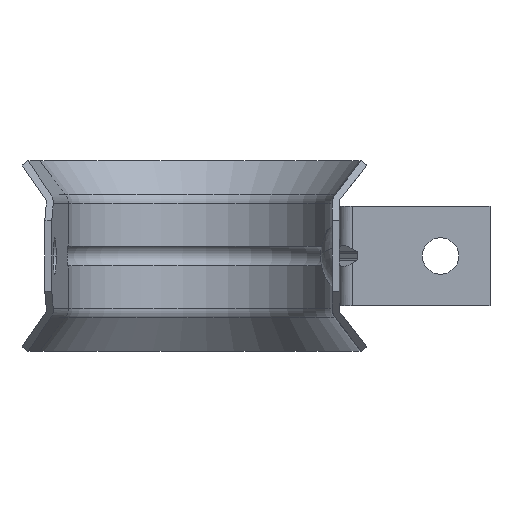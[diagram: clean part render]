
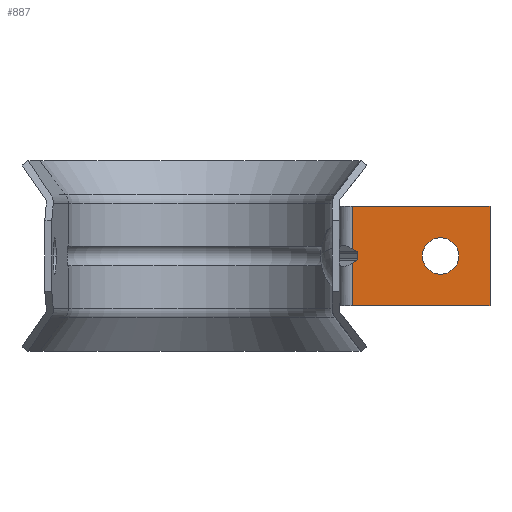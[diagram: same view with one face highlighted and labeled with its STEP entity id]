
A CAD part, front view. The second image highlights one B-rep face of the part: STEP entity #887.
In plain terms, the highlighted planar face has unit normal (0, -1, 0).
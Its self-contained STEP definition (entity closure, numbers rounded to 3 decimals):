
#6 = EDGE_CURVE ( 'NONE', #3172, #2010, #4025, .T. ) ;
#25 = VECTOR ( 'NONE', #3727, 1000. ) ;
#93 = AXIS2_PLACEMENT_3D ( 'NONE', #2517, #1856, #160 ) ;
#113 = EDGE_CURVE ( 'NONE', #3368, #2135, #841, .T. ) ;
#118 = CARTESIAN_POINT ( 'NONE',  ( 2.5, -29., 9.55 ) ) ;
#160 = DIRECTION ( 'NONE',  ( -1., 0., 0. ) ) ;
#235 = VERTEX_POINT ( 'NONE', #1910 ) ;
#281 = CARTESIAN_POINT ( 'NONE',  ( 3.586, -29., -0.516 ) ) ;
#478 = CARTESIAN_POINT ( 'NONE',  ( 2.5, -29., 9.55 ) ) ;
#511 = VERTEX_POINT ( 'NONE', #766 ) ;
#617 = CARTESIAN_POINT ( 'NONE',  ( 2.5, -29., 9.55 ) ) ;
#623 = ORIENTED_EDGE ( 'NONE', *, *, #2827, .T. ) ;
#640 = DIRECTION ( 'NONE',  ( 0., 1., 0. ) ) ;
#644 = EDGE_CURVE ( 'NONE', #511, #3542, #1089, .T. ) ;
#651 = VERTEX_POINT ( 'NONE', #4241 ) ;
#766 = CARTESIAN_POINT ( 'NONE',  ( 16., -29., 0. ) ) ;
#778 =( BOUNDED_CURVE ( )  B_SPLINE_CURVE ( 3, ( #1670, #4368, #1338, #2684 ),
 .UNSPECIFIED., .F., .T. ) 
 B_SPLINE_CURVE_WITH_KNOTS ( ( 4, 4 ),
 ( 0., 0.876 ),
 .UNSPECIFIED. ) 
 CURVE ( )  GEOMETRIC_REPRESENTATION_ITEM ( )  RATIONAL_B_SPLINE_CURVE ( ( 1., 0.937, 0.937, 1. ) ) 
 REPRESENTATION_ITEM ( '' )  );
#781 = ORIENTED_EDGE ( 'NONE', *, *, #3800, .T. ) ;
#799 = EDGE_CURVE ( 'NONE', #859, #4259, #1023, .T. ) ;
#841 = LINE ( 'NONE', #2884, #2369 ) ;
#859 = VERTEX_POINT ( 'NONE', #912 ) ;
#887 = ADVANCED_FACE ( 'NONE', ( #3938, #1290 ), #1868, .F. ) ;
#912 = CARTESIAN_POINT ( 'NONE',  ( 3.331, -29., -0.9 ) ) ;
#980 = LINE ( 'NONE', #2957, #1586 ) ;
#1023 = LINE ( 'NONE', #2372, #25 ) ;
#1067 = AXIS2_PLACEMENT_3D ( 'NONE', #4012, #640, #1737 ) ;
#1089 = CIRCLE ( 'NONE', #93, 3.5 ) ;
#1131 = CARTESIAN_POINT ( 'NONE',  ( 3.586, -29., 9.55 ) ) ;
#1202 = DIRECTION ( 'NONE',  ( 0.862, 0., -0.508 ) ) ;
#1222 = CARTESIAN_POINT ( 'NONE',  ( 29., -29., -9.55 ) ) ;
#1271 = LINE ( 'NONE', #4348, #2070 ) ;
#1290 = FACE_OUTER_BOUND ( 'NONE', #2075, .T. ) ;
#1338 = CARTESIAN_POINT ( 'NONE',  ( 3.495, -29., -0.803 ) ) ;
#1356 = VECTOR ( 'NONE', #2050, 1000. ) ;
#1456 = ORIENTED_EDGE ( 'NONE', *, *, #799, .T. ) ;
#1494 = EDGE_LOOP ( 'NONE', ( #4058, #781 ) ) ;
#1535 = LINE ( 'NONE', #1131, #2279 ) ;
#1586 = VECTOR ( 'NONE', #4275, 1000. ) ;
#1670 = CARTESIAN_POINT ( 'NONE',  ( 3.586, -29., -0.516 ) ) ;
#1677 = CARTESIAN_POINT ( 'NONE',  ( 29., -29., 9.55 ) ) ;
#1712 = CARTESIAN_POINT ( 'NONE',  ( 2.5, -29., -1.39 ) ) ;
#1733 = AXIS2_PLACEMENT_3D ( 'NONE', #2541, #2567, #3892 ) ;
#1736 = EDGE_CURVE ( 'NONE', #651, #2135, #1271, .T. ) ;
#1737 = DIRECTION ( 'NONE',  ( -1., 0., 0. ) ) ;
#1772 = CARTESIAN_POINT ( 'NONE',  ( 3.331, -29., 0.9 ) ) ;
#1856 = DIRECTION ( 'NONE',  ( 0., 1., 0. ) ) ;
#1868 = PLANE ( 'NONE',  #1733 ) ;
#1884 = CARTESIAN_POINT ( 'NONE',  ( 3.331, -29., 0.9 ) ) ;
#1910 = CARTESIAN_POINT ( 'NONE',  ( 2.5, -29., 1.39 ) ) ;
#2010 = VERTEX_POINT ( 'NONE', #2104 ) ;
#2050 = DIRECTION ( 'NONE',  ( 1., 0., 0. ) ) ;
#2052 = EDGE_CURVE ( 'NONE', #2010, #2153, #1535, .T. ) ;
#2070 = VECTOR ( 'NONE', #3943, 1000. ) ;
#2075 = EDGE_LOOP ( 'NONE', ( #3094, #3470, #3425, #4306, #2902, #1456, #623, #2965, #3776, #2913 ) ) ;
#2104 = CARTESIAN_POINT ( 'NONE',  ( 3.586, -29., 0.516 ) ) ;
#2135 = VERTEX_POINT ( 'NONE', #1222 ) ;
#2153 = VERTEX_POINT ( 'NONE', #281 ) ;
#2279 = VECTOR ( 'NONE', #2478, 1000. ) ;
#2310 = CARTESIAN_POINT ( 'NONE',  ( 3.586, -29., 0.516 ) ) ;
#2369 = VECTOR ( 'NONE', #2903, 1000. ) ;
#2372 = CARTESIAN_POINT ( 'NONE',  ( 7.285, -29., 1.43 ) ) ;
#2478 = DIRECTION ( 'NONE',  ( 0., 0., -1. ) ) ;
#2512 = CARTESIAN_POINT ( 'NONE',  ( 23., -29., 0. ) ) ;
#2517 = CARTESIAN_POINT ( 'NONE',  ( 19.5, -29., 0. ) ) ;
#2541 = CARTESIAN_POINT ( 'NONE',  ( 2.5, -29., 9.55 ) ) ;
#2553 = VECTOR ( 'NONE', #1202, 1000. ) ;
#2567 = DIRECTION ( 'NONE',  ( 0., 1., 0. ) ) ;
#2675 = VERTEX_POINT ( 'NONE', #478 ) ;
#2684 = CARTESIAN_POINT ( 'NONE',  ( 3.331, -29., -0.9 ) ) ;
#2696 = VECTOR ( 'NONE', #2870, 1000. ) ;
#2827 = EDGE_CURVE ( 'NONE', #4259, #651, #980, .T. ) ;
#2870 = DIRECTION ( 'NONE',  ( 0., 0., -1. ) ) ;
#2884 = CARTESIAN_POINT ( 'NONE',  ( 29., -29., 9.55 ) ) ;
#2902 = ORIENTED_EDGE ( 'NONE', *, *, #4260, .T. ) ;
#2903 = DIRECTION ( 'NONE',  ( 0., 0., -1. ) ) ;
#2913 = ORIENTED_EDGE ( 'NONE', *, *, #4197, .F. ) ;
#2957 = CARTESIAN_POINT ( 'NONE',  ( 2.5, -29., 9.55 ) ) ;
#2965 = ORIENTED_EDGE ( 'NONE', *, *, #1736, .T. ) ;
#2987 = CIRCLE ( 'NONE', #1067, 3.5 ) ;
#3094 = ORIENTED_EDGE ( 'NONE', *, *, #3486, .T. ) ;
#3172 = VERTEX_POINT ( 'NONE', #1884 ) ;
#3224 = CARTESIAN_POINT ( 'NONE',  ( -1.069, -29., 3.493 ) ) ;
#3368 = VERTEX_POINT ( 'NONE', #1677 ) ;
#3425 = ORIENTED_EDGE ( 'NONE', *, *, #6, .T. ) ;
#3428 = LINE ( 'NONE', #118, #2696 ) ;
#3470 = ORIENTED_EDGE ( 'NONE', *, *, #4070, .T. ) ;
#3486 = EDGE_CURVE ( 'NONE', #2675, #235, #3428, .T. ) ;
#3542 = VERTEX_POINT ( 'NONE', #2512 ) ;
#3620 = LINE ( 'NONE', #3224, #2553 ) ;
#3664 = LINE ( 'NONE', #617, #1356 ) ;
#3727 = DIRECTION ( 'NONE',  ( -0.862, 0., -0.508 ) ) ;
#3776 = ORIENTED_EDGE ( 'NONE', *, *, #113, .F. ) ;
#3800 = EDGE_CURVE ( 'NONE', #3542, #511, #2987, .T. ) ;
#3892 = DIRECTION ( 'NONE',  ( 1., 0., 0. ) ) ;
#3938 = FACE_BOUND ( 'NONE', #1494, .T. ) ;
#3943 = DIRECTION ( 'NONE',  ( 1., 0., 0. ) ) ;
#3989 = CARTESIAN_POINT ( 'NONE',  ( 3.586, -29., 0.667 ) ) ;
#4012 = CARTESIAN_POINT ( 'NONE',  ( 19.5, -29., 0. ) ) ;
#4025 =( BOUNDED_CURVE ( )  B_SPLINE_CURVE ( 3, ( #1772, #4327, #3989, #2310 ),
 .UNSPECIFIED., .F., .T. ) 
 B_SPLINE_CURVE_WITH_KNOTS ( ( 4, 4 ),
 ( 5.407, 6.283 ),
 .UNSPECIFIED. ) 
 CURVE ( )  GEOMETRIC_REPRESENTATION_ITEM ( )  RATIONAL_B_SPLINE_CURVE ( ( 1., 0.937, 0.937, 1. ) ) 
 REPRESENTATION_ITEM ( '' )  );
#4058 = ORIENTED_EDGE ( 'NONE', *, *, #644, .T. ) ;
#4070 = EDGE_CURVE ( 'NONE', #235, #3172, #3620, .T. ) ;
#4197 = EDGE_CURVE ( 'NONE', #2675, #3368, #3664, .T. ) ;
#4241 = CARTESIAN_POINT ( 'NONE',  ( 2.5, -29., -9.55 ) ) ;
#4259 = VERTEX_POINT ( 'NONE', #1712 ) ;
#4260 = EDGE_CURVE ( 'NONE', #2153, #859, #778, .T. ) ;
#4275 = DIRECTION ( 'NONE',  ( 0., 0., -1. ) ) ;
#4306 = ORIENTED_EDGE ( 'NONE', *, *, #2052, .T. ) ;
#4327 = CARTESIAN_POINT ( 'NONE',  ( 3.495, -29., 0.803 ) ) ;
#4348 = CARTESIAN_POINT ( 'NONE',  ( 2.5, -29., -9.55 ) ) ;
#4368 = CARTESIAN_POINT ( 'NONE',  ( 3.586, -29., -0.667 ) ) ;
